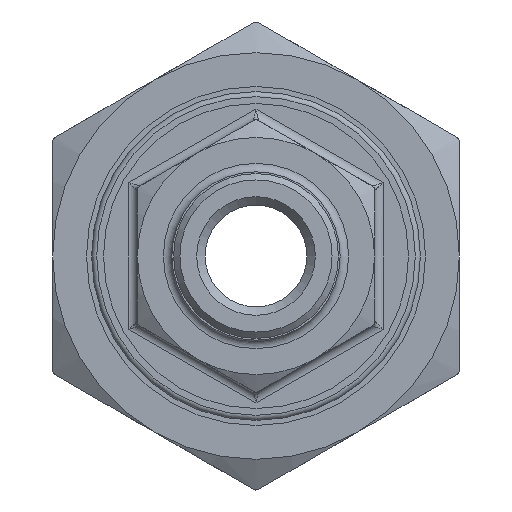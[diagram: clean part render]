
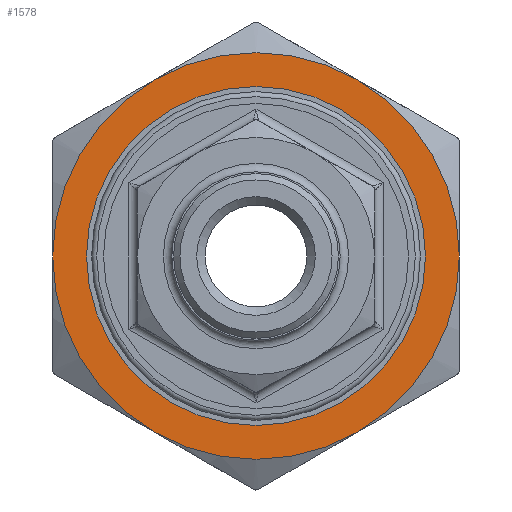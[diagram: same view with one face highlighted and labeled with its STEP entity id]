
A CAD part, front view. The second image highlights one B-rep face of the part: STEP entity #1578.
In plain terms, the highlighted planar face has unit normal (0, -1, 0).
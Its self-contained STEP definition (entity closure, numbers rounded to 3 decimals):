
#339=PLANE('',#1795);
#368=FACE_BOUND('',#619,.T.);
#479=FACE_OUTER_BOUND('',#618,.T.);
#618=EDGE_LOOP('',(#1453,#1454,#1455,#1456,#1457,#1458));
#619=EDGE_LOOP('',(#1459));
#625=CIRCLE('',#1612,12.);
#626=CIRCLE('',#1618,12.);
#627=CIRCLE('',#1624,12.);
#628=CIRCLE('',#1630,12.);
#630=CIRCLE('',#1640,12.);
#676=CIRCLE('',#1778,12.);
#680=CIRCLE('',#1787,10.);
#690=VERTEX_POINT('',#2275);
#694=VERTEX_POINT('',#2293);
#697=VERTEX_POINT('',#2305);
#703=VERTEX_POINT('',#2331);
#709=VERTEX_POINT('',#2357);
#720=VERTEX_POINT('',#2398);
#813=VERTEX_POINT('',#3196);
#829=EDGE_CURVE('',#690,#694,#625,.T.);
#838=EDGE_CURVE('',#697,#690,#626,.T.);
#847=EDGE_CURVE('',#703,#697,#627,.T.);
#856=EDGE_CURVE('',#709,#703,#628,.T.);
#867=EDGE_CURVE('',#694,#720,#630,.T.);
#1025=EDGE_CURVE('',#720,#709,#676,.T.);
#1030=EDGE_CURVE('',#813,#813,#680,.T.);
#1453=ORIENTED_EDGE('',*,*,#838,.T.);
#1454=ORIENTED_EDGE('',*,*,#829,.T.);
#1455=ORIENTED_EDGE('',*,*,#867,.T.);
#1456=ORIENTED_EDGE('',*,*,#1025,.T.);
#1457=ORIENTED_EDGE('',*,*,#856,.T.);
#1458=ORIENTED_EDGE('',*,*,#847,.T.);
#1459=ORIENTED_EDGE('',*,*,#1030,.T.);
#1578=ADVANCED_FACE('',(#479,#368),#339,.F.);
#1612=AXIS2_PLACEMENT_3D('',#2297,#1826,#1827);
#1618=AXIS2_PLACEMENT_3D('',#2323,#1840,#1841);
#1624=AXIS2_PLACEMENT_3D('',#2349,#1854,#1855);
#1630=AXIS2_PLACEMENT_3D('',#2375,#1868,#1869);
#1640=AXIS2_PLACEMENT_3D('',#2402,#1891,#1892);
#1778=AXIS2_PLACEMENT_3D('',#3181,#2215,#2216);
#1787=AXIS2_PLACEMENT_3D('',#3197,#2233,#2234);
#1795=AXIS2_PLACEMENT_3D('',#3206,#2249,#2250);
#1826=DIRECTION('center_axis',(0.,-1.,0.));
#1827=DIRECTION('ref_axis',(1.,0.,0.));
#1840=DIRECTION('center_axis',(0.,-1.,0.));
#1841=DIRECTION('ref_axis',(1.,0.,0.));
#1854=DIRECTION('center_axis',(0.,-1.,0.));
#1855=DIRECTION('ref_axis',(1.,0.,0.));
#1868=DIRECTION('center_axis',(0.,-1.,0.));
#1869=DIRECTION('ref_axis',(1.,0.,0.));
#1891=DIRECTION('center_axis',(0.,-1.,0.));
#1892=DIRECTION('ref_axis',(1.,0.,0.));
#2215=DIRECTION('center_axis',(0.,-1.,0.));
#2216=DIRECTION('ref_axis',(1.,0.,0.));
#2233=DIRECTION('center_axis',(0.,1.,0.));
#2234=DIRECTION('ref_axis',(1.,0.,0.));
#2249=DIRECTION('center_axis',(0.,1.,0.));
#2250=DIRECTION('ref_axis',(0.,0.,1.));
#2275=CARTESIAN_POINT('',(-6.,-6.75,-10.392));
#2293=CARTESIAN_POINT('',(6.,-6.75,-10.392));
#2297=CARTESIAN_POINT('Origin',(0.,-6.75,0.));
#2305=CARTESIAN_POINT('',(-12.,-6.75,0.));
#2323=CARTESIAN_POINT('Origin',(0.,-6.75,0.));
#2331=CARTESIAN_POINT('',(-6.,-6.75,10.392));
#2349=CARTESIAN_POINT('Origin',(0.,-6.75,0.));
#2357=CARTESIAN_POINT('',(6.,-6.75,10.392));
#2375=CARTESIAN_POINT('Origin',(0.,-6.75,0.));
#2398=CARTESIAN_POINT('',(12.,-6.75,0.));
#2402=CARTESIAN_POINT('Origin',(0.,-6.75,0.));
#3181=CARTESIAN_POINT('Origin',(0.,-6.75,0.));
#3196=CARTESIAN_POINT('',(-10.,-6.75,0.));
#3197=CARTESIAN_POINT('Origin',(0.,-6.75,0.));
#3206=CARTESIAN_POINT('Origin',(0.,-6.75,0.));
